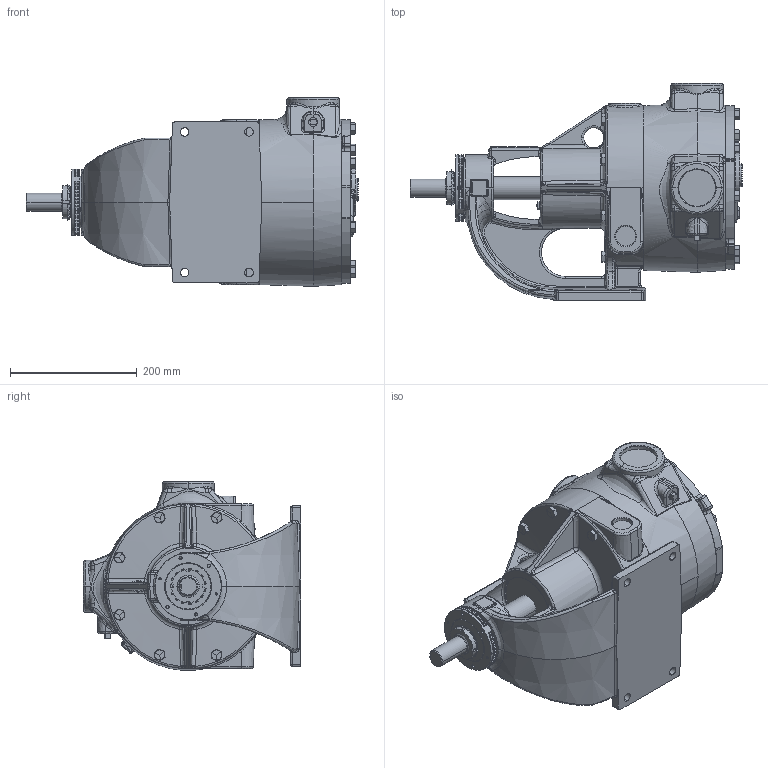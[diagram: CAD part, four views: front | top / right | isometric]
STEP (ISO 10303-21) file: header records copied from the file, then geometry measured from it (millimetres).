
FILE_DESCRIPTION (( 'STEP AP214' ), '1' );
FILE_NAME ('L724.STEP', '2016-09-09T15:56:22', ( '' ), ( '' ), 'SwSTEP 2.0', 'SolidWorks 2015', '' );
FILE_SCHEMA (( 'AUTOMOTIVE_DESIGN' ));
Length unit declared in the file: inch
Products named in the file (2): L724
Bounding box: 524.89 x 343.29 x 298.33 mm (x, y, z)
Volume: 15023413 mm3; surface area: 639380.8 mm2
Topology: 1 solids, 1 shells, 2153 faces, 5332 edges, 3186 vertices
Faces by surface type: plane 664, bspline 592, cylinder 446, cone 302, torus 109, sphere 40
Entity records: 126889 total; most frequent: CARTESIAN_POINT 62131, ORIENTED_EDGE 10564, DIRECTION 8294, EDGE_CURVE 5282, AXIS2_PLACEMENT_3D 3274, VERTEX_POINT 3186, EDGE_LOOP 2236, FACE_OUTER_BOUND 2153
